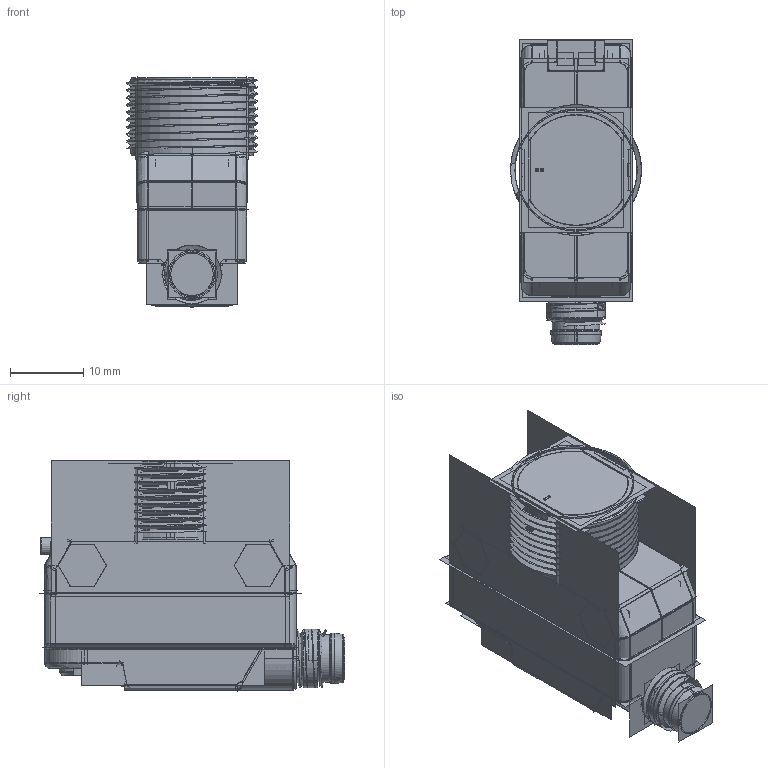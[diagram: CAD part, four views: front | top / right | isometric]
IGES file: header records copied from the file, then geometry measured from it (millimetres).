
Start section:  PTC IGES file: 205600.igs
Global section: file name: 205600.igs; native system: Creo Parametric by PTC Inc.; preprocessor: 2016260; author: pdmadmin; organization: Unknown; date: 20180413.094736; units: millimetre
Bounding box: 17.9 x 41.8 x 31.61 mm (x, y, z)
Volume: 6443.3 mm3; surface area: 71511.3 mm2
Topology: 14 solids, 16 shells, 3298 faces, 16440 edges, 20468 vertices
Faces by surface type: bspline 1914, revolution 1384
